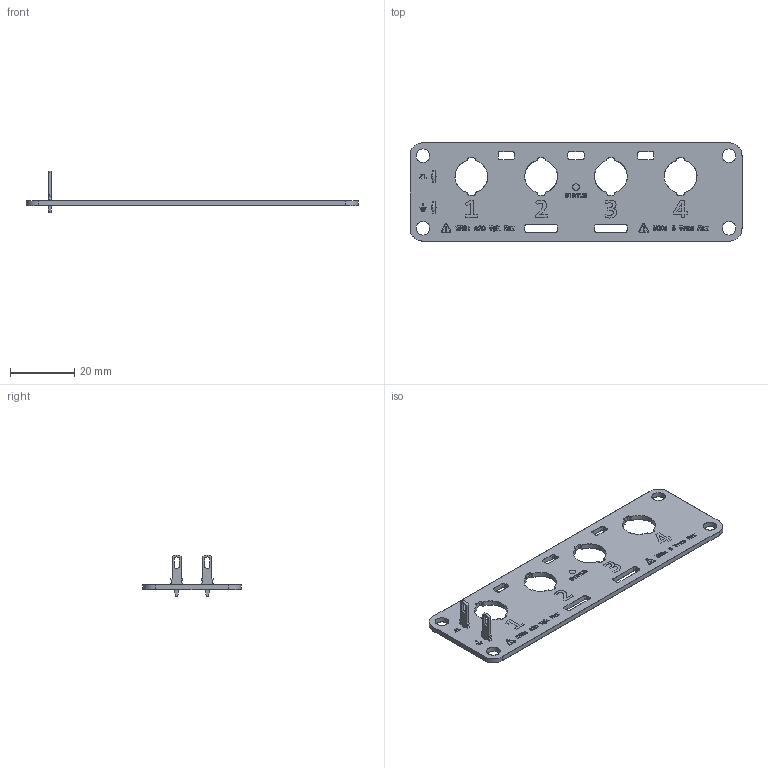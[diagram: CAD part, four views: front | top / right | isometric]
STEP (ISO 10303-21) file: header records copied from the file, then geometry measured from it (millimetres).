
FILE_DESCRIPTION(('KiCad electronic assembly'),'2;1');
FILE_NAME('TS_Front_Endcap.step','2025-01-23T22:24:45',('Pcbnew'),( 'Kicad'),'Open CASCADE STEP processor 7.8','KiCad to STEP converter' ,'Unknown');
FILE_SCHEMA(('AUTOMOTIVE_DESIGN { 1 0 10303 214 1 1 1 1 }'));
Length unit declared in the file: millimetre
Products named in the file (5): TS_Front_Endcap 1; keystone-PN1046; TS_Front_Endcap_silkscreen; TS_Front_Endcap_soldermask; TS_Front_Endcap_PCB
Assembly tree (5 placements, depth 2):
  TS_Front_Endcap 1
    keystone-PN1046  x2
    TS_Front_Endcap_silkscreen
    TS_Front_Endcap_soldermask
    TS_Front_Endcap_PCB
Bounding box: 103 x 30.5 x 12.83 mm (x, y, z)
Volume: 4034.2 mm3; surface area: 11557.4 mm2
Topology: 3 solids, 68 shells, 267 faces, 3088 edges, 2892 vertices
Faces by surface type: plane 199, cylinder 68
Full cylindrical faces by diameter (mm): 1.52 x2, 4.191 x4
Entity records: 27835 total; most frequent: CARTESIAN_POINT 6113, DIRECTION 4042, ORIENTED_EDGE 3538, EDGE_CURVE 3019, VERTEX_POINT 2846, LINE 2492, VECTOR 2492, AXIS2_PLACEMENT_3D 775
